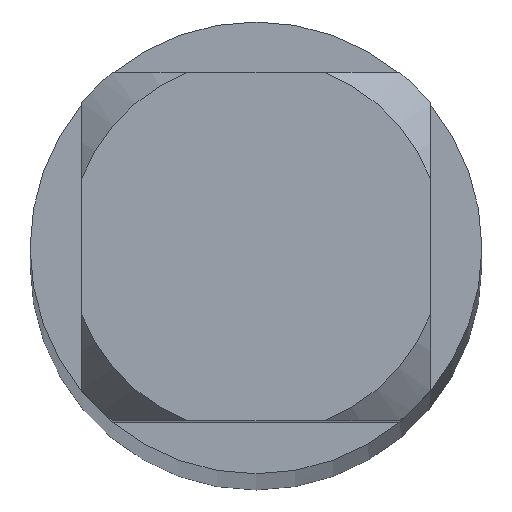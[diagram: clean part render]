
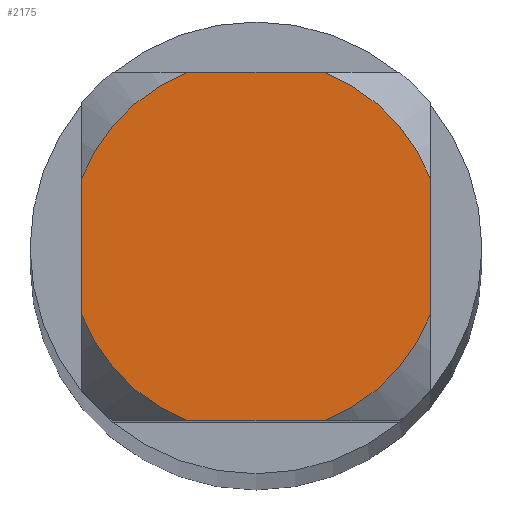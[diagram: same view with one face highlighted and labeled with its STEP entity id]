
A CAD part, top view. The second image highlights one B-rep face of the part: STEP entity #2175.
In plain terms, the highlighted planar face has unit normal (0, 0, 1).
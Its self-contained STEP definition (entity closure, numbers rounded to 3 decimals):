
#1315=EDGE_CURVE('',#2633,#1495,#3689,.T.);
#1393=VERTEX_POINT('',#3773);
#1423=VERTEX_POINT('',#3804);
#1495=VERTEX_POINT('',#3882);
#1787=EDGE_CURVE('',#1423,#1393,#4199,.T.);
#1805=EDGE_CURVE('',#3459,#1393,#4218,.T.);
#1927=VERTEX_POINT('',#4355);
#2175=ADVANCED_FACE('',(#4626),#4627,.T.);
#2403=EDGE_CURVE('',#3397,#1927,#4882,.T.);
#2441=EDGE_CURVE('',#3459,#2607,#4922,.T.);
#2599=EDGE_CURVE('',#2633,#2607,#5093,.T.);
#2607=VERTEX_POINT('',#5103);
#2633=VERTEX_POINT('',#5132);
#2931=EDGE_CURVE('',#1423,#1927,#5457,.T.);
#3137=EDGE_CURVE('',#3397,#1495,#5680,.T.);
#3397=VERTEX_POINT('',#5964);
#3459=VERTEX_POINT('',#6029);
#3689=LINE('',#6552,#6553);
#3773=CARTESIAN_POINT('',(0.529,-1.35,0.0));
#3804=CARTESIAN_POINT('',(-0.529,-1.35,0.0));
#3882=CARTESIAN_POINT('',(-0.529,1.35,0.0));
#4199=LINE('',#7987,#7988);
#4218=CIRCLE('',#8029,1.45);
#4355=CARTESIAN_POINT('',(-1.35,-0.529,0.0));
#4626=FACE_OUTER_BOUND('',#9182,.T.);
#4627=PLANE('',#9183);
#4882=LINE('',#9982,#9983);
#4922=LINE('',#10084,#10085);
#5093=CIRCLE('',#10461,1.45);
#5103=CARTESIAN_POINT('',(1.35,0.529,0.0));
#5132=CARTESIAN_POINT('',(0.529,1.35,0.0));
#5457=CIRCLE('',#11399,1.45);
#5680=CIRCLE('',#11821,1.45);
#5964=CARTESIAN_POINT('',(-1.35,0.529,0.0));
#6029=CARTESIAN_POINT('',(1.35,-0.529,0.0));
#6552=CARTESIAN_POINT('',(0.0,1.35,0.0));
#6553=VECTOR('',#13182,1.0);
#7987=CARTESIAN_POINT('',(0.0,-1.35,0.0));
#7988=VECTOR('',#13651,1.0);
#8029=AXIS2_PLACEMENT_3D('',#13668,#13669,#13670);
#9182=EDGE_LOOP('',(#14168,#14169,#14170,#14171,#14172,#14173,#14174,#14175));
#9183=AXIS2_PLACEMENT_3D('',#14176,#14177,#14178);
#9982=CARTESIAN_POINT('',(-1.35,0.363,0.0));
#9983=VECTOR('',#14477,1.0);
#10084=CARTESIAN_POINT('',(1.35,0.363,0.0));
#10085=VECTOR('',#14513,1.0);
#10461=AXIS2_PLACEMENT_3D('',#14671,#14672,#14673);
#11399=AXIS2_PLACEMENT_3D('',#15084,#15085,#15086);
#11821=AXIS2_PLACEMENT_3D('',#15289,#15290,#15291);
#13182=DIRECTION('',(-1.0,0.0,0.0));
#13651=DIRECTION('',(1.0,0.0,0.0));
#13668=CARTESIAN_POINT('',(0.0,0.0,0.0));
#13669=DIRECTION('',(0.0,0.0,-1.0));
#13670=DIRECTION('',(0.0,1.0,0.0));
#14168=ORIENTED_EDGE('',*,*,#2403,.T.);
#14169=ORIENTED_EDGE('',*,*,#2931,.F.);
#14170=ORIENTED_EDGE('',*,*,#1787,.T.);
#14171=ORIENTED_EDGE('',*,*,#1805,.F.);
#14172=ORIENTED_EDGE('',*,*,#2441,.T.);
#14173=ORIENTED_EDGE('',*,*,#2599,.F.);
#14174=ORIENTED_EDGE('',*,*,#1315,.T.);
#14175=ORIENTED_EDGE('',*,*,#3137,.F.);
#14176=CARTESIAN_POINT('',(0.0,0.725,0.0));
#14177=DIRECTION('',(-0.0,0.0,1.0));
#14178=DIRECTION('',(0.0,-1.0,0.0));
#14477=DIRECTION('',(-0.0,-1.0,0.0));
#14513=DIRECTION('',(-0.0,1.0,0.0));
#14671=CARTESIAN_POINT('',(0.0,0.0,0.0));
#14672=DIRECTION('',(0.0,0.0,-1.0));
#14673=DIRECTION('',(0.0,1.0,0.0));
#15084=CARTESIAN_POINT('',(0.0,0.0,0.0));
#15085=DIRECTION('',(0.0,0.0,-1.0));
#15086=DIRECTION('',(0.0,1.0,0.0));
#15289=CARTESIAN_POINT('',(0.0,0.0,0.0));
#15290=DIRECTION('',(0.0,0.0,-1.0));
#15291=DIRECTION('',(0.0,1.0,0.0));
